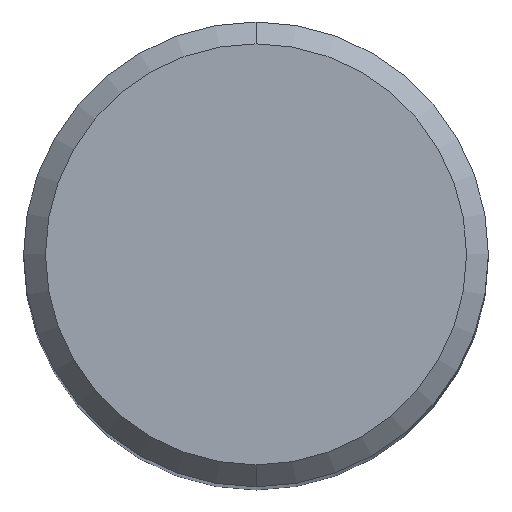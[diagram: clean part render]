
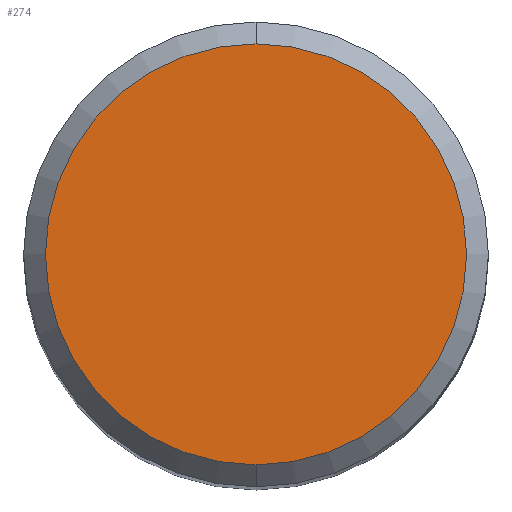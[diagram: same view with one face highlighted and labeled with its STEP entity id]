
A CAD part, top view. The second image highlights one B-rep face of the part: STEP entity #274.
In plain terms, the highlighted planar face has unit normal (0, 0, 1).
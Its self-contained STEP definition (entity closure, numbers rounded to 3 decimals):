
#208=VERTEX_POINT('',#513);
#272=EDGE_CURVE('',#318,#208,#582,.T.);
#274=ADVANCED_FACE('',(#584),#585,.T.);
#318=VERTEX_POINT('',#634);
#452=EDGE_CURVE('',#208,#318,#783,.T.);
#513=CARTESIAN_POINT('',(0.0,7.7,0.0));
#582=CIRCLE('',#1005,7.7);
#584=FACE_OUTER_BOUND('',#1007,.T.);
#585=PLANE('',#1008);
#634=CARTESIAN_POINT('',(0.,-7.7,0.0));
#783=CIRCLE('',#1479,7.7);
#1005=AXIS2_PLACEMENT_3D('',#1596,#1597,#1598);
#1007=EDGE_LOOP('',(#1600,#1601));
#1008=AXIS2_PLACEMENT_3D('',#1602,#1603,#1604);
#1479=AXIS2_PLACEMENT_3D('',#1828,#1829,#1830);
#1596=CARTESIAN_POINT('',(0.0,0.0,0.0));
#1597=DIRECTION('',(0.0,0.0,-1.0));
#1598=DIRECTION('',(0.0,1.0,0.0));
#1600=ORIENTED_EDGE('',*,*,#452,.F.);
#1601=ORIENTED_EDGE('',*,*,#272,.F.);
#1602=CARTESIAN_POINT('',(0.0,3.85,0.0));
#1603=DIRECTION('',(-0.0,0.0,1.0));
#1604=DIRECTION('',(0.0,-1.0,0.0));
#1828=CARTESIAN_POINT('',(0.0,0.0,0.0));
#1829=DIRECTION('',(0.0,0.0,-1.0));
#1830=DIRECTION('',(0.0,1.0,0.0));
